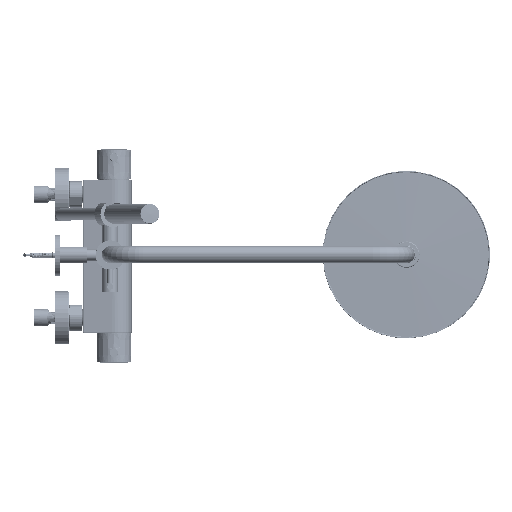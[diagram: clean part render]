
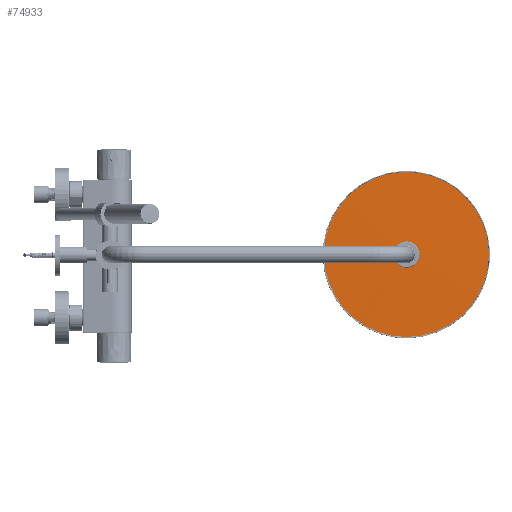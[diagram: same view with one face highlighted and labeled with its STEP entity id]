
A CAD part, top view. The second image highlights one B-rep face of the part: STEP entity #74933.
In plain terms, the highlighted spherical face has radius 3234.33 mm.
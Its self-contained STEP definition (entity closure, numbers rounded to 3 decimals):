
#488=SPHERICAL_SURFACE('',#97428,3234.333);
#17993=ORIENTED_EDGE('',*,*,#34840,.T.);
#17994=ORIENTED_EDGE('',*,*,#34841,.T.);
#34840=EDGE_CURVE('',#44359,#44359,#51127,.T.);
#34841=EDGE_CURVE('',#44360,#44360,#51128,.T.);
#44359=VERTEX_POINT('',#137382);
#44360=VERTEX_POINT('',#137384);
#51127=CIRCLE('',#97429,14.151);
#51128=CIRCLE('',#97430,100.166);
#58236=EDGE_LOOP('',(#17993));
#58237=EDGE_LOOP('',(#17994));
#66769=FACE_BOUND('',#58236,.T.);
#66770=FACE_BOUND('',#58237,.T.);
#74933=ADVANCED_FACE('',(#66769,#66770),#488,.T.);
#97428=AXIS2_PLACEMENT_3D('',#137380,#112569,#112570);
#97429=AXIS2_PLACEMENT_3D('',#137381,#112571,#112572);
#97430=AXIS2_PLACEMENT_3D('',#137383,#112573,#112574);
#112569=DIRECTION('',(0.,1.,0.));
#112570=DIRECTION('',(0.,0.,-1.));
#112571=DIRECTION('',(0.,0.,-1.));
#112572=DIRECTION('',(-1.,0.,0.));
#112573=DIRECTION('',(0.,0.,1.));
#112574=DIRECTION('',(1.,0.,0.));
#137380=CARTESIAN_POINT('',(0.,0.,
-3233.333));
#137381=CARTESIAN_POINT('',(0.,0.,
0.969));
#137382=CARTESIAN_POINT('',(-14.151,0.,0.969));
#137383=CARTESIAN_POINT('',(0.,0.,-0.551));
#137384=CARTESIAN_POINT('',(100.166,0.,-0.551));
